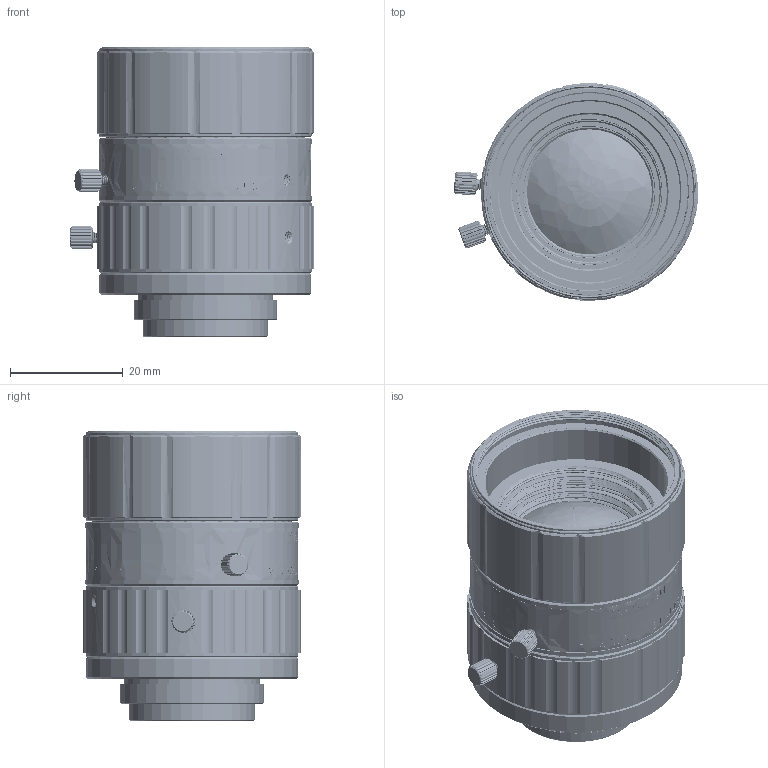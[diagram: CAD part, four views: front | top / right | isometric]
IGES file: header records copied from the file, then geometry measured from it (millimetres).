
Start section: SolidWorks IGES file using analytic representation for surfaces
Bounding box: 43.36 x 38.59 x 51.44 mm (x, y, z)
Surface area: 24356.8 mm2 (no closed solid volume)
Topology: 0 solids, 0 shells, 5068 faces, 48150 edges, 48091 vertices
Faces by surface type: bspline 3976, revolution 1092
